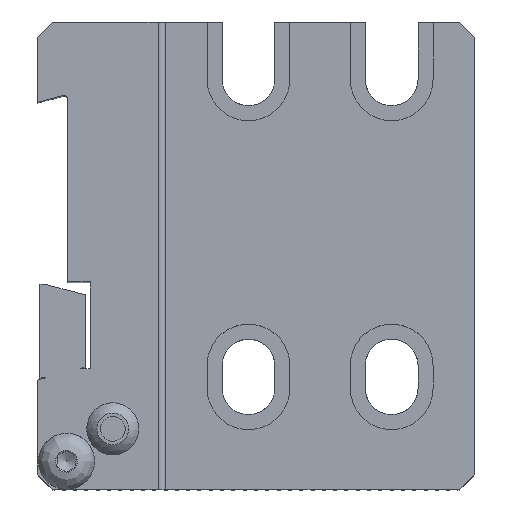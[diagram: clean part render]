
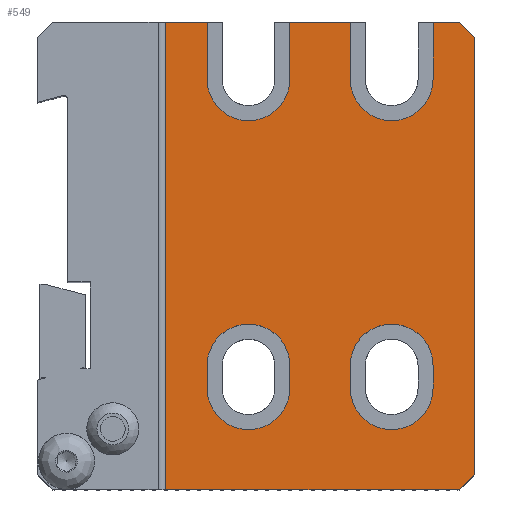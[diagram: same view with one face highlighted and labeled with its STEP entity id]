
A CAD part, top view. The second image highlights one B-rep face of the part: STEP entity #549.
In plain terms, the highlighted planar face has unit normal (0, 0, 1).
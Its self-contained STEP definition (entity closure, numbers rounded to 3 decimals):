
#549=ADVANCED_FACE('',(#2165,#2166,#2167),#806,.T.);
#806=PLANE('',#5410);
#1024=LINE('',#7175,#1632);
#1099=LINE('',#7354,#1707);
#1140=LINE('',#7466,#1748);
#1158=LINE('',#7503,#1766);
#1242=LINE('',#7669,#1850);
#1366=LINE('',#7958,#1974);
#1367=LINE('',#7959,#1975);
#1368=LINE('',#7960,#1976);
#1369=LINE('',#7961,#1977);
#1370=LINE('',#7965,#1978);
#1371=LINE('',#7966,#1979);
#1372=LINE('',#7970,#1980);
#1373=LINE('',#7974,#1981);
#1374=LINE('',#7978,#1982);
#1375=LINE('',#7982,#1983);
#1376=LINE('',#7986,#1984);
#1632=VECTOR('',#5756,1.);
#1707=VECTOR('',#5885,1.);
#1748=VECTOR('',#5984,1.);
#1766=VECTOR('',#6004,1.);
#1850=VECTOR('',#6094,1.);
#1974=VECTOR('',#6356,1.);
#1975=VECTOR('',#6357,1.);
#1976=VECTOR('',#6358,1.);
#1977=VECTOR('',#6359,1.);
#1978=VECTOR('',#6362,1.);
#1979=VECTOR('',#6363,1.);
#1980=VECTOR('',#6366,1.);
#1981=VECTOR('',#6369,1.);
#1982=VECTOR('',#6372,1.);
#1983=VECTOR('',#6375,1.);
#1984=VECTOR('',#6378,1.);
#2165=FACE_BOUND('',#2283,.T.);
#2166=FACE_BOUND('',#2284,.T.);
#2167=FACE_BOUND('',#2285,.T.);
#2283=EDGE_LOOP('',(#3062,#3063,#3064,#3065,#3066,#3067,#3068,#3069,#3070,
#3071,#3072,#3073,#3074,#3075));
#2284=EDGE_LOOP('',(#3076,#3077,#3078,#3079));
#2285=EDGE_LOOP('',(#3080,#3081,#3082,#3083));
#3062=ORIENTED_EDGE('',*,*,#4671,.F.);
#3063=ORIENTED_EDGE('',*,*,#4919,.T.);
#3064=ORIENTED_EDGE('',*,*,#4689,.F.);
#3065=ORIENTED_EDGE('',*,*,#4920,.T.);
#3066=ORIENTED_EDGE('',*,*,#4774,.F.);
#3067=ORIENTED_EDGE('',*,*,#4921,.T.);
#3068=ORIENTED_EDGE('',*,*,#4527,.F.);
#3069=ORIENTED_EDGE('',*,*,#4922,.F.);
#3070=ORIENTED_EDGE('',*,*,#4923,.F.);
#3071=ORIENTED_EDGE('',*,*,#4924,.F.);
#3072=ORIENTED_EDGE('',*,*,#4615,.F.);
#3073=ORIENTED_EDGE('',*,*,#4925,.F.);
#3074=ORIENTED_EDGE('',*,*,#4926,.F.);
#3075=ORIENTED_EDGE('',*,*,#4927,.F.);
#3076=ORIENTED_EDGE('',*,*,#4928,.F.);
#3077=ORIENTED_EDGE('',*,*,#4929,.F.);
#3078=ORIENTED_EDGE('',*,*,#4930,.F.);
#3079=ORIENTED_EDGE('',*,*,#4931,.F.);
#3080=ORIENTED_EDGE('',*,*,#4932,.F.);
#3081=ORIENTED_EDGE('',*,*,#4933,.F.);
#3082=ORIENTED_EDGE('',*,*,#4934,.F.);
#3083=ORIENTED_EDGE('',*,*,#4935,.F.);
#4014=VERTEX_POINT('',#7176);
#4015=VERTEX_POINT('',#7177);
#4060=VERTEX_POINT('',#7293);
#4090=VERTEX_POINT('',#7353);
#4132=VERTEX_POINT('',#7465);
#4133=VERTEX_POINT('',#7467);
#4150=VERTEX_POINT('',#7502);
#4151=VERTEX_POINT('',#7504);
#4230=VERTEX_POINT('',#7670);
#4231=VERTEX_POINT('',#7671);
#4326=VERTEX_POINT('',#7962);
#4327=VERTEX_POINT('',#7964);
#4328=VERTEX_POINT('',#7967);
#4329=VERTEX_POINT('',#7969);
#4330=VERTEX_POINT('',#7972);
#4331=VERTEX_POINT('',#7973);
#4332=VERTEX_POINT('',#7975);
#4333=VERTEX_POINT('',#7977);
#4334=VERTEX_POINT('',#7980);
#4335=VERTEX_POINT('',#7981);
#4336=VERTEX_POINT('',#7983);
#4337=VERTEX_POINT('',#7985);
#4527=EDGE_CURVE('',#4014,#4015,#1024,.T.);
#4615=EDGE_CURVE('',#4090,#4060,#1099,.T.);
#4671=EDGE_CURVE('',#4132,#4133,#1140,.T.);
#4689=EDGE_CURVE('',#4150,#4151,#1158,.T.);
#4774=EDGE_CURVE('',#4230,#4231,#1242,.T.);
#4919=EDGE_CURVE('',#4132,#4151,#1366,.T.);
#4920=EDGE_CURVE('',#4150,#4231,#1367,.T.);
#4921=EDGE_CURVE('',#4230,#4015,#1368,.T.);
#4922=EDGE_CURVE('',#4326,#4014,#1369,.T.);
#4923=EDGE_CURVE('',#4327,#4326,#5227,.T.);
#4924=EDGE_CURVE('',#4060,#4327,#1370,.T.);
#4925=EDGE_CURVE('',#4328,#4090,#1371,.T.);
#4926=EDGE_CURVE('',#4329,#4328,#5228,.T.);
#4927=EDGE_CURVE('',#4133,#4329,#1372,.T.);
#4928=EDGE_CURVE('',#4330,#4331,#5229,.T.);
#4929=EDGE_CURVE('',#4332,#4330,#1373,.T.);
#4930=EDGE_CURVE('',#4333,#4332,#5230,.T.);
#4931=EDGE_CURVE('',#4331,#4333,#1374,.T.);
#4932=EDGE_CURVE('',#4334,#4335,#5231,.T.);
#4933=EDGE_CURVE('',#4336,#4334,#1375,.T.);
#4934=EDGE_CURVE('',#4337,#4336,#5232,.T.);
#4935=EDGE_CURVE('',#4335,#4337,#1376,.T.);
#5227=CIRCLE('',#5404,5.5);
#5228=CIRCLE('',#5405,5.5);
#5229=CIRCLE('',#5406,5.5);
#5230=CIRCLE('',#5407,5.5);
#5231=CIRCLE('',#5408,5.5);
#5232=CIRCLE('',#5409,5.5);
#5404=AXIS2_PLACEMENT_3D('',#7963,#6360,#6361);
#5405=AXIS2_PLACEMENT_3D('',#7968,#6364,#6365);
#5406=AXIS2_PLACEMENT_3D('',#7971,#6367,#6368);
#5407=AXIS2_PLACEMENT_3D('',#7976,#6370,#6371);
#5408=AXIS2_PLACEMENT_3D('',#7979,#6373,#6374);
#5409=AXIS2_PLACEMENT_3D('',#7984,#6376,#6377);
#5410=AXIS2_PLACEMENT_3D('',#7987,#6379,#6380);
#5756=DIRECTION('',(1.,0.,0.));
#5885=DIRECTION('',(1.,0.,0.));
#5984=DIRECTION('',(1.,0.,0.));
#6004=DIRECTION('',(-1.,0.,0.));
#6094=DIRECTION('',(0.,-1.,0.));
#6356=DIRECTION('',(0.,-1.,0.));
#6357=DIRECTION('',(0.707,0.707,0.));
#6358=DIRECTION('',(-0.707,0.707,0.));
#6359=DIRECTION('',(0.,1.,0.));
#6360=DIRECTION('',(0.,0.,1.));
#6361=DIRECTION('',(-1.,0.,0.));
#6362=DIRECTION('',(0.,-1.,0.));
#6363=DIRECTION('',(0.,1.,0.));
#6364=DIRECTION('',(0.,0.,1.));
#6365=DIRECTION('',(-1.,0.,0.));
#6366=DIRECTION('',(0.,-1.,0.));
#6367=DIRECTION('',(0.,0.,1.));
#6368=DIRECTION('',(-1.,0.,0.));
#6369=DIRECTION('',(0.,-1.,0.));
#6370=DIRECTION('',(0.,0.,1.));
#6371=DIRECTION('',(-1.,0.,0.));
#6372=DIRECTION('',(0.,1.,0.));
#6373=DIRECTION('',(0.,0.,1.));
#6374=DIRECTION('',(-1.,0.,0.));
#6375=DIRECTION('',(0.,-1.,0.));
#6376=DIRECTION('',(0.,0.,1.));
#6377=DIRECTION('',(-1.,0.,0.));
#6378=DIRECTION('',(0.,1.,0.));
#6379=DIRECTION('',(0.,0.,1.));
#6380=DIRECTION('',(-1.,0.,0.));
#7175=CARTESIAN_POINT('',(29.,31.4,10.825));
#7176=CARTESIAN_POINT('',(52.5,31.4,10.825));
#7177=CARTESIAN_POINT('',(56.,31.4,10.825));
#7293=CARTESIAN_POINT('',(41.5,31.4,10.825));
#7353=CARTESIAN_POINT('',(33.5,31.4,10.825));
#7354=CARTESIAN_POINT('',(29.,31.4,10.825));
#7465=CARTESIAN_POINT('',(17.,31.4,10.825));
#7466=CARTESIAN_POINT('',(29.,31.4,10.825));
#7467=CARTESIAN_POINT('',(22.5,31.4,10.825));
#7502=CARTESIAN_POINT('',(56.,-30.6,10.825));
#7503=CARTESIAN_POINT('',(29.,-30.6,10.825));
#7504=CARTESIAN_POINT('',(17.,-30.6,10.825));
#7669=CARTESIAN_POINT('',(58.,0.4,10.825));
#7670=CARTESIAN_POINT('',(58.,29.4,10.825));
#7671=CARTESIAN_POINT('',(58.,-28.6,10.825));
#7958=CARTESIAN_POINT('',(17.,-30.6,10.825));
#7959=CARTESIAN_POINT('',(58.,-28.6,10.825));
#7960=CARTESIAN_POINT('',(58.,29.4,10.825));
#7961=CARTESIAN_POINT('',(52.5,0.4,10.825));
#7962=CARTESIAN_POINT('',(52.5,23.9,10.825));
#7963=CARTESIAN_POINT('',(47.,23.9,10.825));
#7964=CARTESIAN_POINT('',(41.5,23.9,10.825));
#7965=CARTESIAN_POINT('',(41.5,0.4,10.825));
#7966=CARTESIAN_POINT('',(33.5,0.4,10.825));
#7967=CARTESIAN_POINT('',(33.5,23.9,10.825));
#7968=CARTESIAN_POINT('',(28.,23.9,10.825));
#7969=CARTESIAN_POINT('',(22.5,23.9,10.825));
#7970=CARTESIAN_POINT('',(22.5,0.4,10.825));
#7971=CARTESIAN_POINT('',(47.,-17.1,10.825));
#7972=CARTESIAN_POINT('',(41.5,-17.1,10.825));
#7973=CARTESIAN_POINT('',(52.5,-17.1,10.825));
#7974=CARTESIAN_POINT('',(41.5,0.4,10.825));
#7975=CARTESIAN_POINT('',(41.5,-14.1,10.825));
#7976=CARTESIAN_POINT('',(47.,-14.1,10.825));
#7977=CARTESIAN_POINT('',(52.5,-14.1,10.825));
#7978=CARTESIAN_POINT('',(52.5,0.4,10.825));
#7979=CARTESIAN_POINT('',(28.,-17.1,10.825));
#7980=CARTESIAN_POINT('',(22.5,-17.1,10.825));
#7981=CARTESIAN_POINT('',(33.5,-17.1,10.825));
#7982=CARTESIAN_POINT('',(22.5,0.4,10.825));
#7983=CARTESIAN_POINT('',(22.5,-14.1,10.825));
#7984=CARTESIAN_POINT('',(28.,-14.1,10.825));
#7985=CARTESIAN_POINT('',(33.5,-14.1,10.825));
#7986=CARTESIAN_POINT('',(33.5,0.4,10.825));
#7987=CARTESIAN_POINT('',(29.,0.4,10.825));
